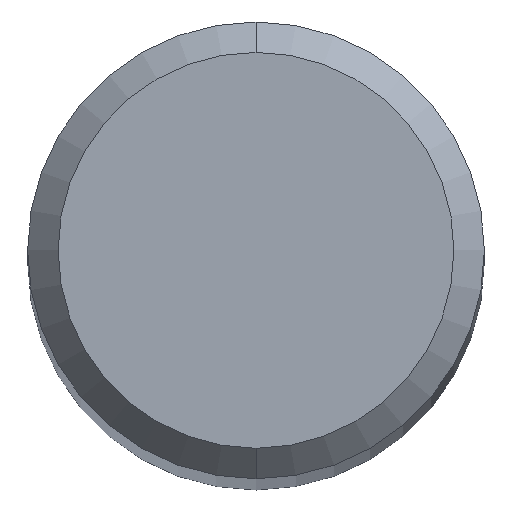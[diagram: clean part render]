
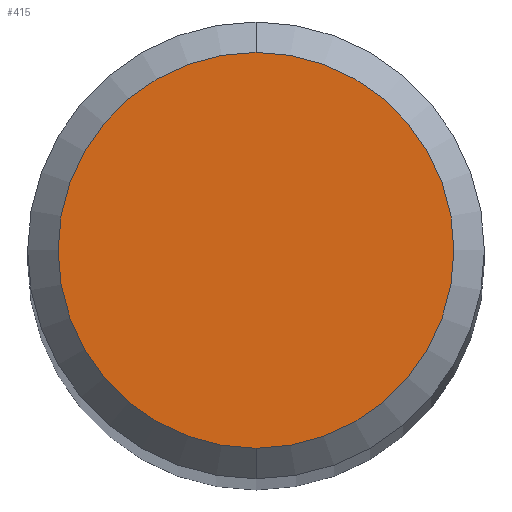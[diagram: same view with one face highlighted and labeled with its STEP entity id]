
A CAD part, top view. The second image highlights one B-rep face of the part: STEP entity #415.
In plain terms, the highlighted planar face has unit normal (0, 0, 1).
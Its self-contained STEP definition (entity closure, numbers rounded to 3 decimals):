
#361=EDGE_CURVE('',#741,#513,#895,.T.);
#415=ADVANCED_FACE('',(#951),#952,.T.);
#513=VERTEX_POINT('',#1057);
#585=EDGE_CURVE('',#513,#741,#1136,.T.);
#741=VERTEX_POINT('',#1310);
#895=CIRCLE('',#1676,2.6);
#951=FACE_OUTER_BOUND('',#1968,.T.);
#952=PLANE('',#1969);
#1057=CARTESIAN_POINT('',(0.,-2.6,0.0));
#1136=CIRCLE('',#2815,2.6);
#1310=CARTESIAN_POINT('',(0.0,2.6,0.0));
#1676=AXIS2_PLACEMENT_3D('',#3765,#3766,#3767);
#1968=EDGE_LOOP('',(#3817,#3818));
#1969=AXIS2_PLACEMENT_3D('',#3819,#3820,#3821);
#2815=AXIS2_PLACEMENT_3D('',#4036,#4037,#4038);
#3765=CARTESIAN_POINT('',(0.0,0.0,0.0));
#3766=DIRECTION('',(0.0,0.0,-1.0));
#3767=DIRECTION('',(0.0,1.0,0.0));
#3817=ORIENTED_EDGE('',*,*,#361,.F.);
#3818=ORIENTED_EDGE('',*,*,#585,.F.);
#3819=CARTESIAN_POINT('',(0.0,1.3,0.0));
#3820=DIRECTION('',(-0.0,0.0,1.0));
#3821=DIRECTION('',(0.0,-1.0,0.0));
#4036=CARTESIAN_POINT('',(0.0,0.0,0.0));
#4037=DIRECTION('',(0.0,0.0,-1.0));
#4038=DIRECTION('',(0.0,1.0,0.0));
